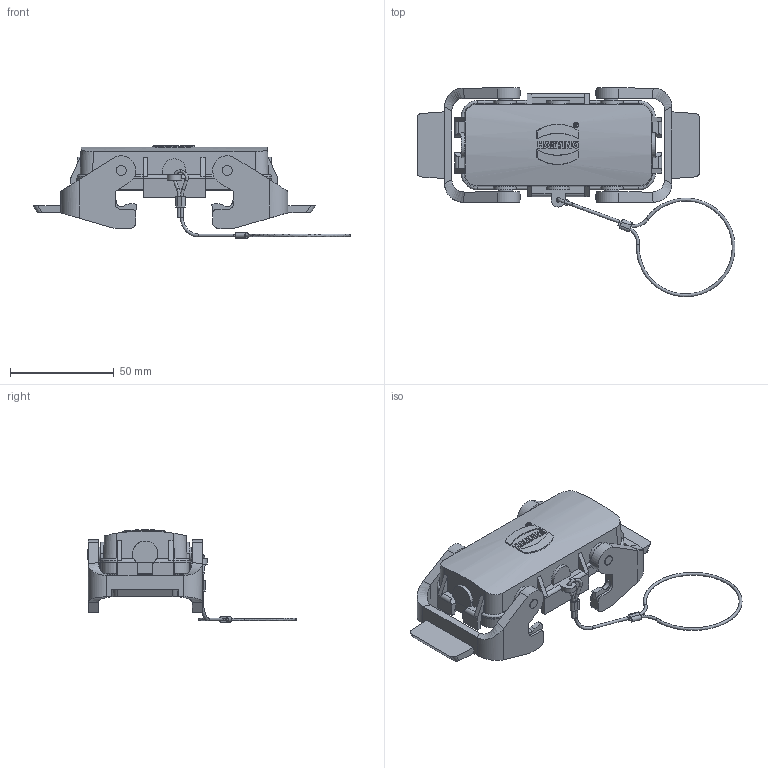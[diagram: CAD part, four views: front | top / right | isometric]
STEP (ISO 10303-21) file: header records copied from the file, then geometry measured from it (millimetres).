
FILE_DESCRIPTION(/* description */ (''),/* implementation_level */ '2;1');
FILE_NAME(/* name */ '100095443ugm000_c.stp',/* time_stamp */ '2019-09-06T10:27:34+02:00',/* author */ (''),/* organization */ (''),/* preprocessor_version */ 'ST-DEVELOPER v16.7',/* originating_system */ 'SIEMENS PLM Software NX 12.0',/* authorisation */ '');
FILE_SCHEMA (('AUTOMOTIVE_DESIGN { 1 0 10303 214 3 1 1 1 }'));
Length unit declared in the file: millimetre
Products named in the file (1): 100095443ugm000_c
Bounding box: 153.02 x 100.67 x 44.56 mm (x, y, z)
Volume: 46461.4 mm3; surface area: 34213 mm2
Topology: 3 solids, 3 shells, 473 faces, 1273 edges, 834 vertices
Faces by surface type: plane 255, cylinder 120, bspline 76, cone 8, torus 8, extrusion 6
Full cylindrical faces by diameter (mm): 2.1 x1, 4.8 x8, 7 x4
Entity records: 20116 total; most frequent: CARTESIAN_POINT 6717, ORIENTED_EDGE 2436, DIRECTION 1992, EDGE_CURVE 1218, VERTEX_POINT 813, VECTOR 748, LINE 742, AXIS2_PLACEMENT_3D 622
